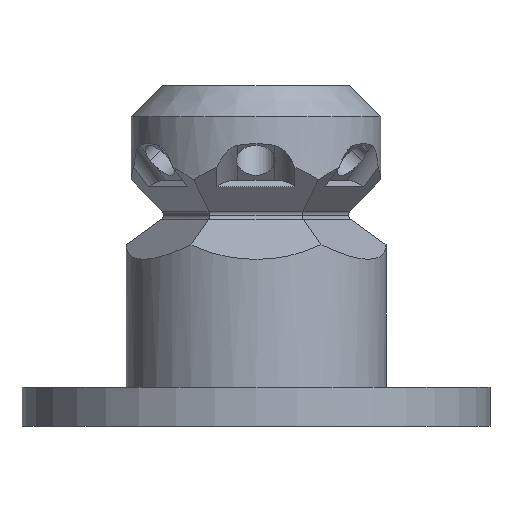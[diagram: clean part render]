
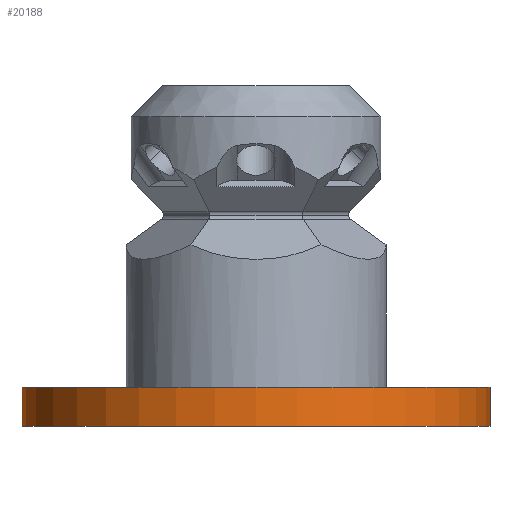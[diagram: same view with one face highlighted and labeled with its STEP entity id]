
A CAD part, front view. The second image highlights one B-rep face of the part: STEP entity #20188.
In plain terms, the highlighted cylindrical face has radius 114.3 mm (diameter 228.6 mm), a partial arc.
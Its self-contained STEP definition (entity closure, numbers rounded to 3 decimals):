
#22 = VERTEX_POINT('',#23);
#23 = CARTESIAN_POINT('',(114.3,0.,157.683));
#24 = VERTEX_POINT('',#25);
#25 = CARTESIAN_POINT('',(-114.3,0.,157.683));
#33 = CYLINDRICAL_SURFACE('',#34,114.3);
#34 = AXIS2_PLACEMENT_3D('',#35,#36,#37);
#35 = CARTESIAN_POINT('',(0.,0.,157.683));
#36 = DIRECTION('',(0.,0.,1.));
#37 = DIRECTION('',(1.,0.,0.));
#44 = PLANE('',#45);
#45 = AXIS2_PLACEMENT_3D('',#46,#47,#48);
#46 = CARTESIAN_POINT('',(0.,0.,157.683));
#47 = DIRECTION('',(0.,0.,1.));
#48 = DIRECTION('',(0.,-1.,0.));
#56 = EDGE_CURVE('',#24,#57,#59,.T.);
#57 = VERTEX_POINT('',#58);
#58 = CARTESIAN_POINT('',(-114.3,0.,176.733));
#59 = SURFACE_CURVE('',#60,(#64,#70),.PCURVE_S1.);
#60 = LINE('',#61,#62);
#61 = CARTESIAN_POINT('',(-114.3,0.,157.683));
#62 = VECTOR('',#63,1.);
#63 = DIRECTION('',(0.,0.,1.));
#64 = PCURVE('',#33,#65);
#65 = DEFINITIONAL_REPRESENTATION('',(#66),#69);
#66 = B_SPLINE_CURVE_WITH_KNOTS('',1,(#67,#68),.UNSPECIFIED.,.F.,.F.,(2,
    2),(0.,19.05),.PIECEWISE_BEZIER_KNOTS.);
#67 = CARTESIAN_POINT('',(3.142,0.));
#68 = CARTESIAN_POINT('',(3.142,19.05));
#69 = ( GEOMETRIC_REPRESENTATION_CONTEXT(2) 
PARAMETRIC_REPRESENTATION_CONTEXT() REPRESENTATION_CONTEXT('2D SPACE',''
  ) );
#70 = PCURVE('',#71,#76);
#71 = CYLINDRICAL_SURFACE('',#72,114.3);
#72 = AXIS2_PLACEMENT_3D('',#73,#74,#75);
#73 = CARTESIAN_POINT('',(0.,0.,157.683));
#74 = DIRECTION('',(0.,0.,1.));
#75 = DIRECTION('',(1.,0.,0.));
#76 = DEFINITIONAL_REPRESENTATION('',(#77),#80);
#77 = B_SPLINE_CURVE_WITH_KNOTS('',1,(#78,#79),.UNSPECIFIED.,.F.,.F.,(2,
    2),(0.,19.05),.PIECEWISE_BEZIER_KNOTS.);
#78 = CARTESIAN_POINT('',(3.142,0.));
#79 = CARTESIAN_POINT('',(3.142,19.05));
#80 = ( GEOMETRIC_REPRESENTATION_CONTEXT(2) 
PARAMETRIC_REPRESENTATION_CONTEXT() REPRESENTATION_CONTEXT('2D SPACE',''
  ) );
#83 = VERTEX_POINT('',#84);
#84 = CARTESIAN_POINT('',(114.3,0.,176.733));
#98 = PLANE('',#99);
#99 = AXIS2_PLACEMENT_3D('',#100,#101,#102);
#100 = CARTESIAN_POINT('',(0.,0.,176.733));
#101 = DIRECTION('',(0.,0.,1.));
#102 = DIRECTION('',(0.,-1.,0.));
#110 = EDGE_CURVE('',#22,#83,#111,.T.);
#111 = SURFACE_CURVE('',#112,(#116,#122),.PCURVE_S1.);
#112 = LINE('',#113,#114);
#113 = CARTESIAN_POINT('',(114.3,0.,157.683));
#114 = VECTOR('',#115,1.);
#115 = DIRECTION('',(0.,0.,1.));
#116 = PCURVE('',#33,#117);
#117 = DEFINITIONAL_REPRESENTATION('',(#118),#121);
#118 = B_SPLINE_CURVE_WITH_KNOTS('',1,(#119,#120),.UNSPECIFIED.,.F.,.F.,
  (2,2),(0.,19.05),.PIECEWISE_BEZIER_KNOTS.);
#119 = CARTESIAN_POINT('',(0.,0.));
#120 = CARTESIAN_POINT('',(0.,19.05));
#121 = ( GEOMETRIC_REPRESENTATION_CONTEXT(2) 
PARAMETRIC_REPRESENTATION_CONTEXT() REPRESENTATION_CONTEXT('2D SPACE',''
  ) );
#122 = PCURVE('',#71,#123);
#123 = DEFINITIONAL_REPRESENTATION('',(#124),#127);
#124 = B_SPLINE_CURVE_WITH_KNOTS('',1,(#125,#126),.UNSPECIFIED.,.F.,.F.,
  (2,2),(0.,19.05),.PIECEWISE_BEZIER_KNOTS.);
#125 = CARTESIAN_POINT('',(6.283,0.));
#126 = CARTESIAN_POINT('',(6.283,19.05));
#127 = ( GEOMETRIC_REPRESENTATION_CONTEXT(2) 
PARAMETRIC_REPRESENTATION_CONTEXT() REPRESENTATION_CONTEXT('2D SPACE',''
  ) );
#20188 = ADVANCED_FACE('',(#20189),#71,.T.);
#20189 = FACE_BOUND('',#20190,.T.);
#20190 = EDGE_LOOP('',(#20191,#20192,#20213,#20214));
#20191 = ORIENTED_EDGE('',*,*,#56,.F.);
#20192 = ORIENTED_EDGE('',*,*,#20193,.T.);
#20193 = EDGE_CURVE('',#24,#22,#20194,.T.);
#20194 = SURFACE_CURVE('',#20195,(#20200,#20206),.PCURVE_S1.);
#20195 = CIRCLE('',#20196,114.3);
#20196 = AXIS2_PLACEMENT_3D('',#20197,#20198,#20199);
#20197 = CARTESIAN_POINT('',(0.,0.,157.683));
#20198 = DIRECTION('',(0.,0.,1.));
#20199 = DIRECTION('',(1.,0.,0.));
#20200 = PCURVE('',#71,#20201);
#20201 = DEFINITIONAL_REPRESENTATION('',(#20202),#20205);
#20202 = B_SPLINE_CURVE_WITH_KNOTS('',1,(#20203,#20204),.UNSPECIFIED.,
  .F.,.F.,(2,2),(3.142,6.283),.PIECEWISE_BEZIER_KNOTS.);
#20203 = CARTESIAN_POINT('',(3.142,0.));
#20204 = CARTESIAN_POINT('',(6.283,0.));
#20205 = ( GEOMETRIC_REPRESENTATION_CONTEXT(2) 
PARAMETRIC_REPRESENTATION_CONTEXT() REPRESENTATION_CONTEXT('2D SPACE',''
  ) );
#20206 = PCURVE('',#44,#20207);
#20207 = DEFINITIONAL_REPRESENTATION('',(#20208),#20212);
#20208 = CIRCLE('',#20209,114.3);
#20209 = AXIS2_PLACEMENT_2D('',#20210,#20211);
#20210 = CARTESIAN_POINT('',(0.,0.));
#20211 = DIRECTION('',(0.,1.));
#20212 = ( GEOMETRIC_REPRESENTATION_CONTEXT(2) 
PARAMETRIC_REPRESENTATION_CONTEXT() REPRESENTATION_CONTEXT('2D SPACE',''
  ) );
#20213 = ORIENTED_EDGE('',*,*,#110,.T.);
#20214 = ORIENTED_EDGE('',*,*,#20215,.F.);
#20215 = EDGE_CURVE('',#57,#83,#20216,.T.);
#20216 = SURFACE_CURVE('',#20217,(#20222,#20228),.PCURVE_S1.);
#20217 = CIRCLE('',#20218,114.3);
#20218 = AXIS2_PLACEMENT_3D('',#20219,#20220,#20221);
#20219 = CARTESIAN_POINT('',(0.,0.,176.733));
#20220 = DIRECTION('',(0.,0.,1.));
#20221 = DIRECTION('',(1.,0.,0.));
#20222 = PCURVE('',#71,#20223);
#20223 = DEFINITIONAL_REPRESENTATION('',(#20224),#20227);
#20224 = B_SPLINE_CURVE_WITH_KNOTS('',1,(#20225,#20226),.UNSPECIFIED.,
  .F.,.F.,(2,2),(3.142,6.283),.PIECEWISE_BEZIER_KNOTS.);
#20225 = CARTESIAN_POINT('',(3.142,19.05));
#20226 = CARTESIAN_POINT('',(6.283,19.05));
#20227 = ( GEOMETRIC_REPRESENTATION_CONTEXT(2) 
PARAMETRIC_REPRESENTATION_CONTEXT() REPRESENTATION_CONTEXT('2D SPACE',''
  ) );
#20228 = PCURVE('',#98,#20229);
#20229 = DEFINITIONAL_REPRESENTATION('',(#20230),#20234);
#20230 = CIRCLE('',#20231,114.3);
#20231 = AXIS2_PLACEMENT_2D('',#20232,#20233);
#20232 = CARTESIAN_POINT('',(0.,0.));
#20233 = DIRECTION('',(0.,1.));
#20234 = ( GEOMETRIC_REPRESENTATION_CONTEXT(2) 
PARAMETRIC_REPRESENTATION_CONTEXT() REPRESENTATION_CONTEXT('2D SPACE',''
  ) );
